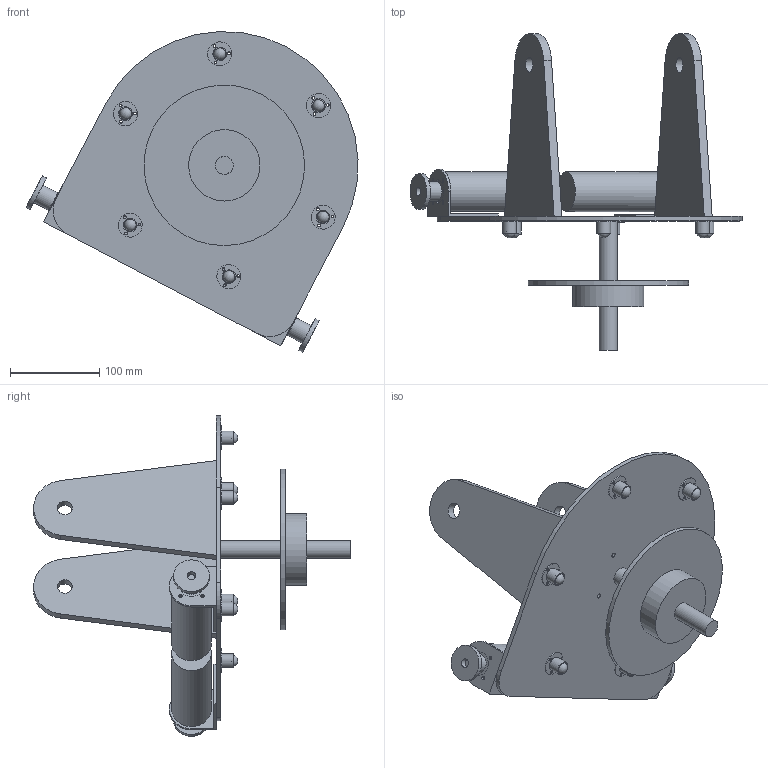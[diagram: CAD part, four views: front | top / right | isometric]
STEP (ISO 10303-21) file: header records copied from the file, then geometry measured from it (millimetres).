
FILE_DESCRIPTION(/* description */ (''),/* implementation_level */ '2;1');
FILE_NAME(/* name */ 'shoulder.stp',/* time_stamp */ '2023-10-08T11:27:42+05:30',/* author */ ('Abhinav'),/* organization */ (''),/* preprocessor_version */ 'ST-DEVELOPER v19',/* originating_system */ 'Autodesk Inventor 2023',/* authorisation */ '');
FILE_SCHEMA (('AUTOMOTIVE_DESIGN { 1 0 10303 214 3 1 1 }'));
Length unit declared in the file: millimetre
Products named in the file (8): Assembly1; Foundation-Fork; Castor; Foundation-Motor-Mount; MOOOOT; 11T-Sprocket; 56T-Sprocket; Base-Shaft
Assembly tree (15 placements, depth 2):
  Assembly1
    Foundation-Fork
    Castor  x6
    Foundation-Motor-Mount  x2
    MOOOOT  x2
    11T-Sprocket  x2
    56T-Sprocket
    Base-Shaft
Bounding box: 372.17 x 354.88 x 359.5 mm (x, y, z)
Volume: 1529194.5 mm3; surface area: 411609.7 mm2
Topology: 21 solids, 21 shells, 190 faces, 399 edges, 266 vertices
Faces by surface type: cylinder 108, plane 76, sphere 6
Full cylindrical faces by diameter (mm): 3 x36, 4 x16, 5 x12, 8 x2, 10 x2, 13.5 x6, 15.5 x6, 17 x2, 20 x3, 22 x2, 26.5 x2, 27 x6, 40 x2, 44.5 x2, 80 x1, 180 x1
Entity records: 3366 total; most frequent: DIRECTION 583, CARTESIAN_POINT 490, ORIENTED_EDGE 440, AXIS2_PLACEMENT_3D 241, EDGE_CURVE 220, EDGE_LOOP 188, VERTEX_POINT 148, CIRCLE 119
